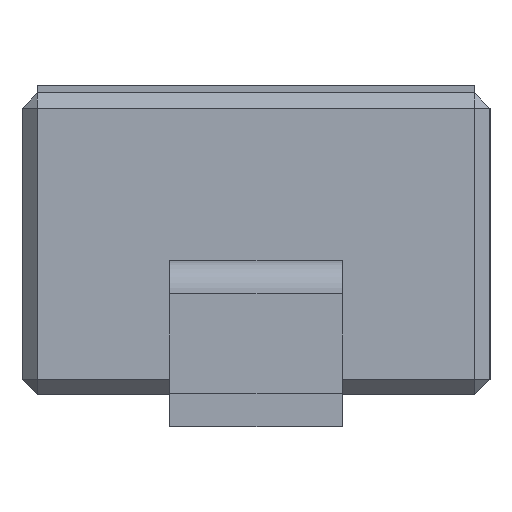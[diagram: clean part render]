
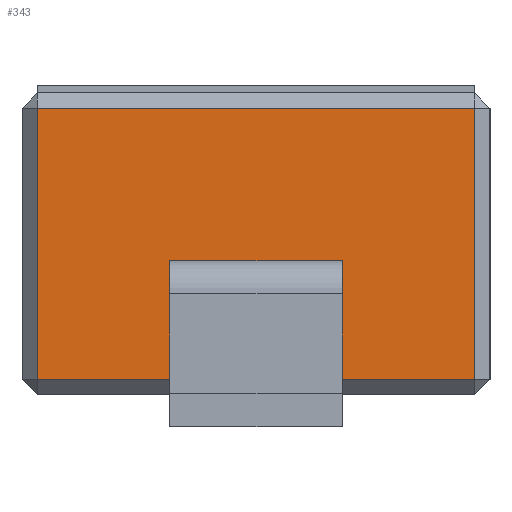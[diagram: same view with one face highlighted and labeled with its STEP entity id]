
A CAD part, left-side view. The second image highlights one B-rep face of the part: STEP entity #343.
In plain terms, the highlighted planar face has unit normal (-1, 0, 0).
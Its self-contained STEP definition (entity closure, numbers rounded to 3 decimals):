
#13=DIRECTION('',(0.,0.,1.));
#14=DIRECTION('',(1.,0.,0.));
#28=VECTOR('',#13,1.);
#35=VECTOR('',#36,1.);
#36=DIRECTION('',(0.,1.,0.));
#144=CARTESIAN_POINT('',(-1.325,-0.775,1.));
#197=VERTEX_POINT('',#198);
#198=CARTESIAN_POINT('',(-1.325,-0.725,1.));
#204=EDGE_CURVE('',#197,#205,#207,.T.);
#205=VERTEX_POINT('',#206);
#206=CARTESIAN_POINT('',(-1.325,0.725,1.));
#207=LINE('',#144,#35);
#259=CARTESIAN_POINT('',(-1.325,-0.775,0.1));
#262=CARTESIAN_POINT('',(-1.325,-0.775,0.05));
#343=ADVANCED_FACE('',(#344,#362),#392,.F.);
#344=FACE_BOUND('',#345,.F.);
#345=EDGE_LOOP('',(#346,#352,#357,#361));
#346=ORIENTED_EDGE('',*,*,#347,.F.);
#347=EDGE_CURVE('',#348,#197,#350,.T.);
#348=VERTEX_POINT('',#349);
#349=CARTESIAN_POINT('',(-1.325,-0.725,0.1));
#350=LINE('',#351,#28);
#351=CARTESIAN_POINT('',(-1.325,-0.725,0.05));
#352=ORIENTED_EDGE('',*,*,#353,.T.);
#353=EDGE_CURVE('',#348,#354,#356,.T.);
#354=VERTEX_POINT('',#355);
#355=CARTESIAN_POINT('',(-1.325,0.725,0.1));
#356=LINE('',#259,#35);
#357=ORIENTED_EDGE('',*,*,#358,.T.);
#358=EDGE_CURVE('',#354,#205,#359,.T.);
#359=LINE('',#360,#28);
#360=CARTESIAN_POINT('',(-1.325,0.725,0.05));
#361=ORIENTED_EDGE('',*,*,#204,.F.);
#362=FACE_BOUND('',#363,.F.);
#363=EDGE_LOOP('',(#364,#374,#380,#386));
#364=ORIENTED_EDGE('',*,*,#365,.T.);
#365=EDGE_CURVE('',#366,#368,#370,.T.);
#366=VERTEX_POINT('',#367);
#367=CARTESIAN_POINT('',(-1.325,0.285,0.385));
#368=VERTEX_POINT('',#369);
#369=CARTESIAN_POINT('',(-1.325,-0.285,0.385));
#370=LINE('',#371,#372);
#371=CARTESIAN_POINT('',(-1.325,-0.245,0.385));
#372=VECTOR('',#373,1.);
#373=DIRECTION('',(0.,-1.,0.));
#374=ORIENTED_EDGE('',*,*,#375,.T.);
#375=EDGE_CURVE('',#368,#376,#378,.T.);
#376=VERTEX_POINT('',#377);
#377=CARTESIAN_POINT('',(-1.325,-0.285,0.495));
#378=LINE('',#379,#28);
#379=CARTESIAN_POINT('',(-1.325,-0.285,-0.003));
#380=ORIENTED_EDGE('',*,*,#381,.T.);
#381=EDGE_CURVE('',#376,#382,#384,.T.);
#382=VERTEX_POINT('',#383);
#383=CARTESIAN_POINT('',(-1.325,0.285,0.495));
#384=LINE('',#385,#35);
#385=CARTESIAN_POINT('',(-1.325,-0.53,0.495));
#386=ORIENTED_EDGE('',*,*,#387,.T.);
#387=EDGE_CURVE('',#382,#366,#388,.T.);
#388=LINE('',#389,#390);
#389=CARTESIAN_POINT('',(-1.325,0.285,0.053));
#390=VECTOR('',#391,1.);
#391=DIRECTION('',(0.,0.,-1.));
#392=PLANE('',#393);
#393=AXIS2_PLACEMENT_3D('',#262,#14,#13);
